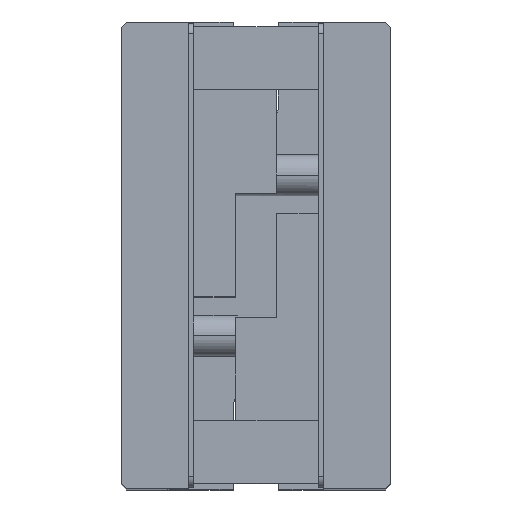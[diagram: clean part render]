
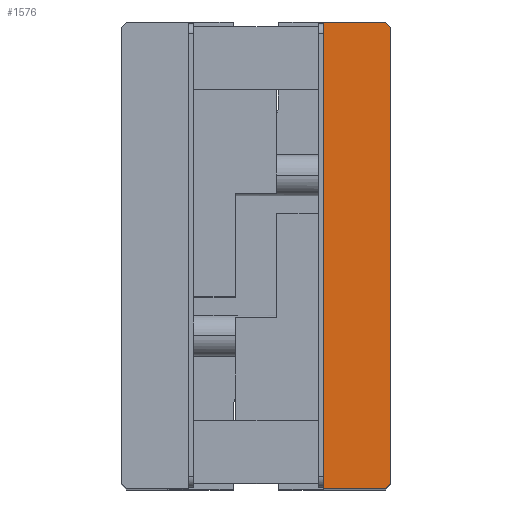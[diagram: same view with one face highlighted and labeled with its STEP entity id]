
A CAD part, top view. The second image highlights one B-rep face of the part: STEP entity #1576.
In plain terms, the highlighted planar face has unit normal (0, 0, 1).
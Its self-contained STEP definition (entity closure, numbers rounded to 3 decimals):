
#1540=AXIS2_PLACEMENT_3D('Plane Axis2P3D',#1537,#1538,#1539) ;
#346=CARTESIAN_POINT('Vertex',(13.,22.,0.)) ;
#349=CARTESIAN_POINT('Line Origine',(13.,0.,0.)) ;
#353=CARTESIAN_POINT('Vertex',(13.,-22.,0.)) ;
#1522=CARTESIAN_POINT('Vertex',(12.5,22.5,0.)) ;
#1525=CARTESIAN_POINT('Line Origine',(12.75,22.25,0.)) ;
#1537=CARTESIAN_POINT('Axis2P3D Location',(0.,0.,0.)) ;
#1542=CARTESIAN_POINT('Line Origine',(6.5,0.,0.)) ;
#1546=CARTESIAN_POINT('Vertex',(6.5,-22.5,0.)) ;
#1548=CARTESIAN_POINT('Vertex',(6.5,22.5,0.)) ;
#1551=CARTESIAN_POINT('Line Origine',(9.5,-22.5,0.)) ;
#1555=CARTESIAN_POINT('Vertex',(12.5,-22.5,0.)) ;
#1558=CARTESIAN_POINT('Line Origine',(12.75,-22.25,0.)) ;
#1563=CARTESIAN_POINT('Line Origine',(9.5,22.5,0.)) ;
#350=DIRECTION('Vector Direction',(0.,-1.,0.)) ;
#1526=DIRECTION('Vector Direction',(0.707,-0.707,0.)) ;
#1538=DIRECTION('Axis2P3D Direction',(0.,0.,-1.)) ;
#1539=DIRECTION('Axis2P3D XDirection',(1.,0.,0.)) ;
#1543=DIRECTION('Vector Direction',(0.,1.,0.)) ;
#1552=DIRECTION('Vector Direction',(-1.,0.,0.)) ;
#1559=DIRECTION('Vector Direction',(-0.707,-0.707,0.)) ;
#1564=DIRECTION('Vector Direction',(1.,0.,0.)) ;
#351=VECTOR('Line Direction',#350,1.) ;
#1527=VECTOR('Line Direction',#1526,1.) ;
#1544=VECTOR('Line Direction',#1543,1.) ;
#1553=VECTOR('Line Direction',#1552,1.) ;
#1560=VECTOR('Line Direction',#1559,1.) ;
#1565=VECTOR('Line Direction',#1564,1.) ;
#1569=ORIENTED_EDGE('',*,*,#1550,.F.) ;
#1570=ORIENTED_EDGE('',*,*,#1557,.F.) ;
#1571=ORIENTED_EDGE('',*,*,#1562,.F.) ;
#1572=ORIENTED_EDGE('',*,*,#355,.F.) ;
#1573=ORIENTED_EDGE('',*,*,#1529,.F.) ;
#1574=ORIENTED_EDGE('',*,*,#1567,.F.) ;
#1576=ADVANCED_FACE('GPB_20_T03_1357553_TUENKERS',(#1575),#1541,.F.) ;
#355=EDGE_CURVE('',#347,#354,#352,.T.) ;
#1529=EDGE_CURVE('',#1523,#347,#1528,.T.) ;
#1550=EDGE_CURVE('',#1547,#1549,#1545,.T.) ;
#1557=EDGE_CURVE('',#1556,#1547,#1554,.T.) ;
#1562=EDGE_CURVE('',#354,#1556,#1561,.T.) ;
#1567=EDGE_CURVE('',#1549,#1523,#1566,.T.) ;
#1568=EDGE_LOOP('',(#1569,#1570,#1571,#1572,#1573,#1574)) ;
#1575=FACE_OUTER_BOUND('',#1568,.T.) ;
#352=LINE('Line',#349,#351) ;
#1528=LINE('Line',#1525,#1527) ;
#1545=LINE('Line',#1542,#1544) ;
#1554=LINE('Line',#1551,#1553) ;
#1561=LINE('Line',#1558,#1560) ;
#1566=LINE('Line',#1563,#1565) ;
#1541=PLANE('Plane',#1540) ;
#347=VERTEX_POINT('',#346) ;
#354=VERTEX_POINT('',#353) ;
#1523=VERTEX_POINT('',#1522) ;
#1547=VERTEX_POINT('',#1546) ;
#1549=VERTEX_POINT('',#1548) ;
#1556=VERTEX_POINT('',#1555) ;
